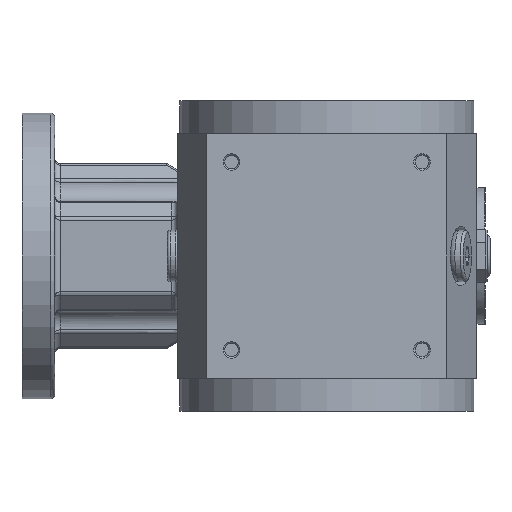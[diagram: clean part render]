
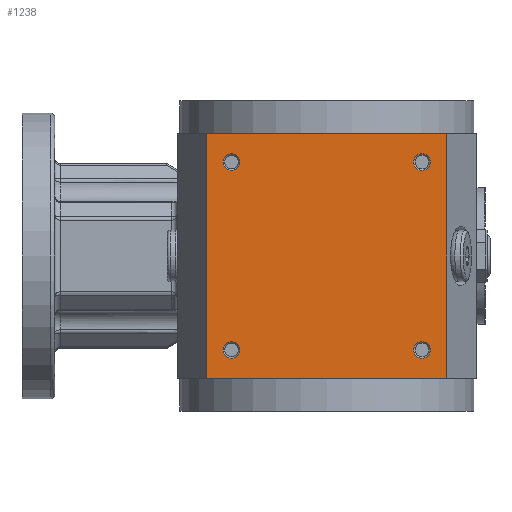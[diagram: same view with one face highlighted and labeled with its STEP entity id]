
A CAD part, front view. The second image highlights one B-rep face of the part: STEP entity #1238.
In plain terms, the highlighted planar face has unit normal (0, -1, 0).
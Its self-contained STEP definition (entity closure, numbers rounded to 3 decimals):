
#1238 = ADVANCED_FACE( '', ( #3120, #3121, #3122, #3123, #3124 ), #3125, .T. );
#3120 = FACE_BOUND( '', #9468, .T. );
#3121 = FACE_BOUND( '', #9469, .T. );
#3122 = FACE_OUTER_BOUND( '', #9470, .T. );
#3123 = FACE_BOUND( '', #9471, .T. );
#3124 = FACE_BOUND( '', #9472, .T. );
#3125 = PLANE( '', #9473 );
#9468 = EDGE_LOOP( '', ( #18220 ) );
#9469 = EDGE_LOOP( '', ( #18221 ) );
#9470 = EDGE_LOOP( '', ( #18222, #18223, #18224, #18225 ) );
#9471 = EDGE_LOOP( '', ( #18226 ) );
#9472 = EDGE_LOOP( '', ( #18227 ) );
#9473 = AXIS2_PLACEMENT_3D( '', #18228, #18229, #18230 );
#18220 = ORIENTED_EDGE( '', *, *, #23134, .F. );
#18221 = ORIENTED_EDGE( '', *, *, #23135, .F. );
#18222 = ORIENTED_EDGE( '', *, *, #22699, .T. );
#18223 = ORIENTED_EDGE( '', *, *, #23136, .T. );
#18224 = ORIENTED_EDGE( '', *, *, #23137, .F. );
#18225 = ORIENTED_EDGE( '', *, *, #23138, .F. );
#18226 = ORIENTED_EDGE( '', *, *, #23139, .F. );
#18227 = ORIENTED_EDGE( '', *, *, #23140, .F. );
#18228 = CARTESIAN_POINT( '', ( 98.817, 1.946, 0. ) );
#18229 = DIRECTION( '', ( 0., -1., 0. ) );
#18230 = DIRECTION( '', ( 0., 0., -1. ) );
#22699 = EDGE_CURVE( '', #25170, #25168, #25171, .T. );
#23134 = EDGE_CURVE( '', #25868, #25868, #25869, .T. );
#23135 = EDGE_CURVE( '', #25870, #25870, #25871, .T. );
#23136 = EDGE_CURVE( '', #25168, #25872, #25873, .T. );
#23137 = EDGE_CURVE( '', #25874, #25872, #25875, .T. );
#23138 = EDGE_CURVE( '', #25170, #25874, #25876, .T. );
#23139 = EDGE_CURVE( '', #25877, #25877, #25878, .T. );
#23140 = EDGE_CURVE( '', #25879, #25879, #25880, .T. );
#25168 = VERTEX_POINT( '', #32119 );
#25170 = VERTEX_POINT( '', #32122 );
#25171 = LINE( '', #32123, #32124 );
#25868 = VERTEX_POINT( '', #35659 );
#25869 = CIRCLE( '', #35660, 3.05 );
#25870 = VERTEX_POINT( '', #35661 );
#25871 = CIRCLE( '', #35662, 3.05 );
#25872 = VERTEX_POINT( '', #35663 );
#25873 = LINE( '', #35664, #35665 );
#25874 = VERTEX_POINT( '', #35666 );
#25875 = LINE( '', #35667, #35668 );
#25876 = LINE( '', #35669, #35670 );
#25877 = VERTEX_POINT( '', #35671 );
#25878 = CIRCLE( '', #35672, 3.05 );
#25879 = VERTEX_POINT( '', #35673 );
#25880 = CIRCLE( '', #35674, 3.05 );
#32119 = CARTESIAN_POINT( '', ( 98.817, 1.946, 0. ) );
#32122 = CARTESIAN_POINT( '', ( 10.655, 1.946, 0. ) );
#32123 = CARTESIAN_POINT( '', ( 52.42, 1.946, 0. ) );
#32124 = VECTOR( '', #44892, 1000. );
#35659 = CARTESIAN_POINT( '', ( 16.686, 1.946, 10.5 ) );
#35660 = AXIS2_PLACEMENT_3D( '', #45325, #45326, #45327 );
#35661 = CARTESIAN_POINT( '', ( 16.686, 1.946, 79.5 ) );
#35662 = AXIS2_PLACEMENT_3D( '', #45328, #45329, #45330 );
#35663 = CARTESIAN_POINT( '', ( 98.817, 1.946, 90. ) );
#35664 = CARTESIAN_POINT( '', ( 98.817, 1.946, 0. ) );
#35665 = VECTOR( '', #45331, 1000. );
#35666 = CARTESIAN_POINT( '', ( 10.655, 1.946, 90. ) );
#35667 = CARTESIAN_POINT( '', ( 52.42, 1.946, 90. ) );
#35668 = VECTOR( '', #45332, 1000. );
#35669 = CARTESIAN_POINT( '', ( 10.655, 1.946, 0. ) );
#35670 = VECTOR( '', #45333, 1000. );
#35671 = CARTESIAN_POINT( '', ( 86.686, 1.946, 79.5 ) );
#35672 = AXIS2_PLACEMENT_3D( '', #45334, #45335, #45336 );
#35673 = CARTESIAN_POINT( '', ( 86.686, 1.946, 10.5 ) );
#35674 = AXIS2_PLACEMENT_3D( '', #45337, #45338, #45339 );
#44892 = DIRECTION( '', ( 1., 0., 0. ) );
#45325 = CARTESIAN_POINT( '', ( 19.736, 1.946, 10.5 ) );
#45326 = DIRECTION( '', ( 0., -1., 0. ) );
#45327 = DIRECTION( '', ( -1., 0., 0. ) );
#45328 = CARTESIAN_POINT( '', ( 19.736, 1.946, 79.5 ) );
#45329 = DIRECTION( '', ( 0., -1., 0. ) );
#45330 = DIRECTION( '', ( -1., 0., 0. ) );
#45331 = DIRECTION( '', ( 0., 0., 1. ) );
#45332 = DIRECTION( '', ( 1., 0., 0. ) );
#45333 = DIRECTION( '', ( 0., 0., 1. ) );
#45334 = CARTESIAN_POINT( '', ( 89.736, 1.946, 79.5 ) );
#45335 = DIRECTION( '', ( 0., -1., 0. ) );
#45336 = DIRECTION( '', ( -1., 0., 0. ) );
#45337 = CARTESIAN_POINT( '', ( 89.736, 1.946, 10.5 ) );
#45338 = DIRECTION( '', ( 0., -1., 0. ) );
#45339 = DIRECTION( '', ( -1., 0., 0. ) );
